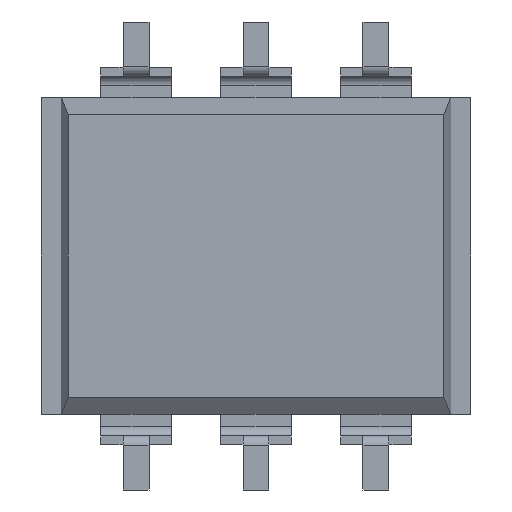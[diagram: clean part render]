
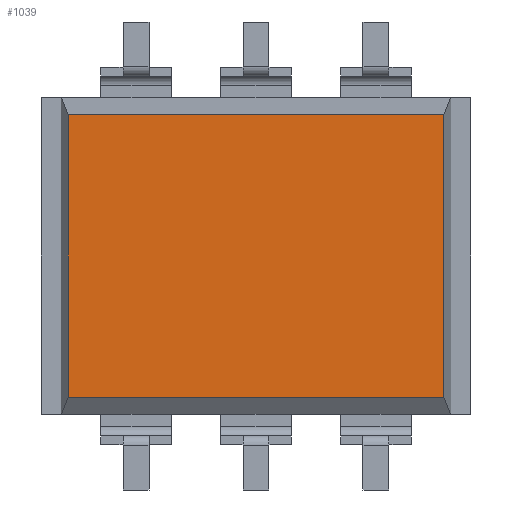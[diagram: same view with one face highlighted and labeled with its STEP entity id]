
A CAD part, front view. The second image highlights one B-rep face of the part: STEP entity #1039.
In plain terms, the highlighted planar face has unit normal (0, -1, 0).
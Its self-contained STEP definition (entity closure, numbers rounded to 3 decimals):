
#685 = VERTEX_POINT ( 'NONE', #3569 ) ;
#686 = VERTEX_POINT ( 'NONE', #3570 ) ;
#687 = VERTEX_POINT ( 'NONE', #3571 ) ;
#689 = VERTEX_POINT ( 'NONE', #3572 ) ;
#1039 = ADVANCED_FACE ( 'NONE', ( #6669 ), #7627, .F. ) ;
#2607 = EDGE_LOOP ( 'NONE', ( #4300, #4302, #4301, #4303 ) ) ;
#3569 = CARTESIAN_POINT ( 'NONE',  ( -3.977, -3.07, -2.99 ) ) ;
#3570 = CARTESIAN_POINT ( 'NONE',  ( 3.977, -3.07, -2.99 ) ) ;
#3571 = CARTESIAN_POINT ( 'NONE',  ( 3.977, -3.07, 2.99 ) ) ;
#3572 = CARTESIAN_POINT ( 'NONE',  ( -3.977, -3.07, 2.99 ) ) ;
#4300 = ORIENTED_EDGE ( 'NONE', *, *, #15850, .T. ) ;
#4301 = ORIENTED_EDGE ( 'NONE', *, *, #15851, .F. ) ;
#4302 = ORIENTED_EDGE ( 'NONE', *, *, #15849, .T. ) ;
#4303 = ORIENTED_EDGE ( 'NONE', *, *, #15852, .F. ) ;
#6537 = AXIS2_PLACEMENT_3D ( 'NONE', #7628, #7629, #7630 ) ;
#6669 = FACE_OUTER_BOUND ( 'NONE', #2607, .T. ) ;
#7627 = PLANE ( 'NONE',  #6537 ) ;
#7628 = CARTESIAN_POINT ( 'NONE',  ( -4.545, -3.07, 3.35 ) ) ;
#7629 = DIRECTION ( 'NONE',  ( 0., 1., 0. ) ) ;
#7630 = DIRECTION ( 'NONE',  ( 0., 0., 1. ) ) ;
#12003 = VECTOR ( 'NONE', #14709, 1000. ) ;
#12004 = VECTOR ( 'NONE', #14711, 1000. ) ;
#12005 = VECTOR ( 'NONE', #14713, 1000. ) ;
#12006 = VECTOR ( 'NONE', #14715, 1000. ) ;
#13402 = LINE ( 'NONE', #14708, #12003 ) ;
#13403 = LINE ( 'NONE', #14710, #12004 ) ;
#13404 = LINE ( 'NONE', #14712, #12005 ) ;
#13405 = LINE ( 'NONE', #14714, #12006 ) ;
#14708 = CARTESIAN_POINT ( 'NONE',  ( 3.977, -3.07, -3.35 ) ) ;
#14709 = DIRECTION ( 'NONE',  ( 0., 0., 1. ) ) ;
#14710 = CARTESIAN_POINT ( 'NONE',  ( -4.545, -3.07, -2.99 ) ) ;
#14711 = DIRECTION ( 'NONE',  ( 1., 0., 0. ) ) ;
#14712 = CARTESIAN_POINT ( 'NONE',  ( -4.545, -3.07, 2.99 ) ) ;
#14713 = DIRECTION ( 'NONE',  ( 1., 0., 0. ) ) ;
#14714 = CARTESIAN_POINT ( 'NONE',  ( -3.977, -3.07, -3.35 ) ) ;
#14715 = DIRECTION ( 'NONE',  ( 0., 0., 1. ) ) ;
#15849 = EDGE_CURVE ( 'NONE', #686, #687, #13402, .T. ) ;
#15850 = EDGE_CURVE ( 'NONE', #685, #686, #13403, .T. ) ;
#15851 = EDGE_CURVE ( 'NONE', #689, #687, #13404, .T. ) ;
#15852 = EDGE_CURVE ( 'NONE', #685, #689, #13405, .T. ) ;
